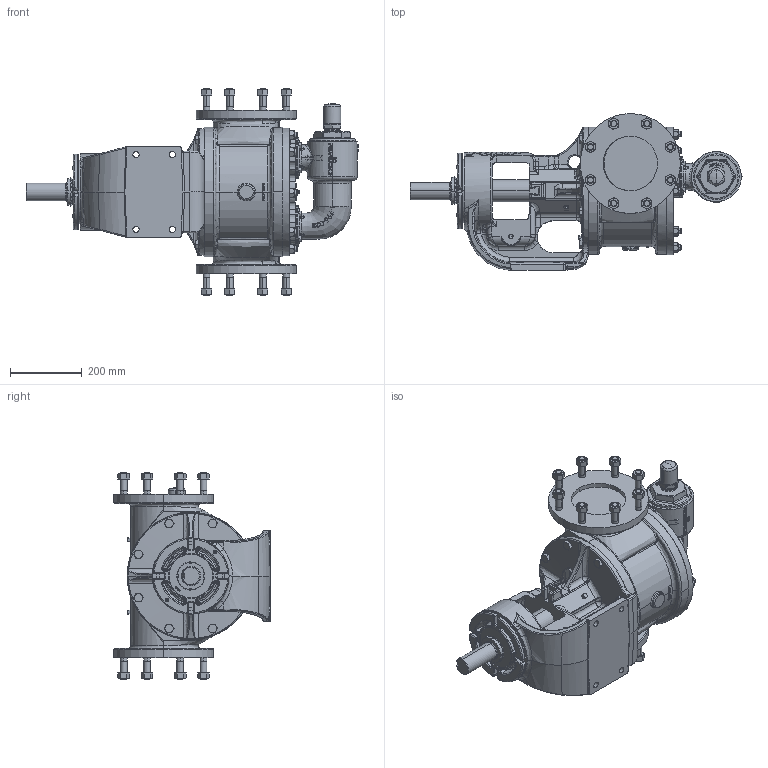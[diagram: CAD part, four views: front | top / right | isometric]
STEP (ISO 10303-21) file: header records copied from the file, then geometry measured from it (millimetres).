
FILE_DESCRIPTION (( 'STEP AP214' ), '1' );
FILE_NAME ('QS123A.STEP', '2016-09-09T19:24:58', ( '' ), ( '' ), 'SwSTEP 2.0', 'SolidWorks 2015', '' );
FILE_SCHEMA (( 'AUTOMOTIVE_DESIGN' ));
Length unit declared in the file: inch
Products named in the file (2): QS123A
Bounding box: 928.15 x 438.15 x 577.6 mm (x, y, z)
Volume: 42240552.4 mm3; surface area: 1656355.9 mm2
Topology: 1 solids, 1 shells, 4733 faces, 12143 edges, 7523 vertices
Faces by surface type: plane 1686, bspline 1187, cylinder 996, cone 624, torus 164, sphere 76
Entity records: 319697 total; most frequent: CARTESIAN_POINT 174473, ORIENTED_EDGE 23976, DIRECTION 18316, EDGE_CURVE 11988, VERTEX_POINT 7517, AXIS2_PLACEMENT_3D 6937, EDGE_LOOP 5015, ADVANCED_FACE 4733
